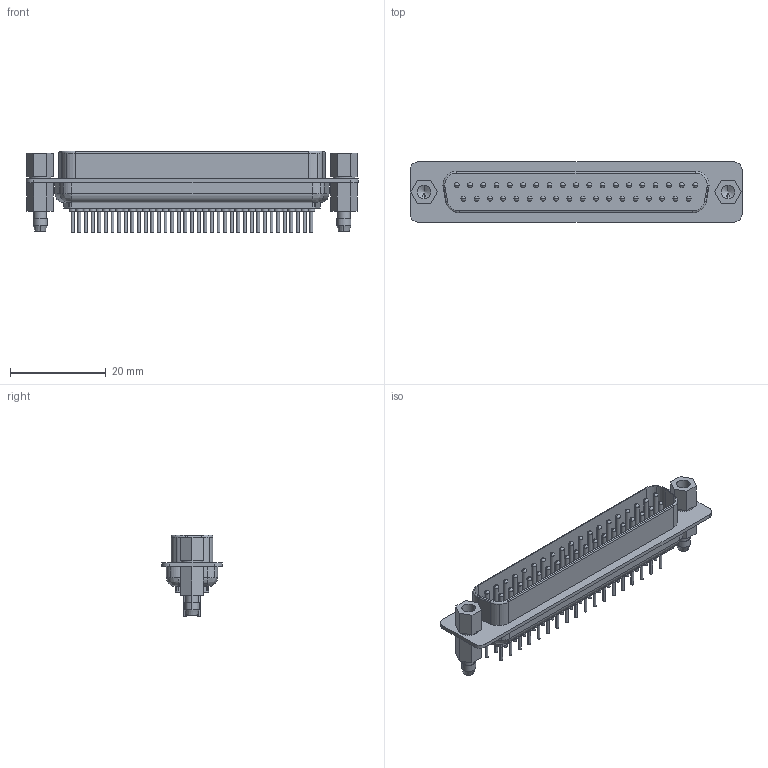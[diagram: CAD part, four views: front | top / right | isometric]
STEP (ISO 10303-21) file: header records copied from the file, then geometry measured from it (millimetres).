
FILE_DESCRIPTION((''),'2;1');
FILE_NAME('TYCO_3-1634221-2.stp','2009-06-15T15:08:07',(''),(''),'Mechanical Desktop 2006','Mechanical Desktop 2006',', , ');
FILE_SCHEMA(('AUTOMOTIVE_DESIGN { 1 2 10303 214 0 1 1 1 }'));
Length unit declared in the file: millimetre
Products named in the file (1): Product
Bounding box: 69.4 x 12.55 x 17.1 mm (x, y, z)
Volume: 4480.4 mm3; surface area: 7775.4 mm2
Topology: 82 solids, 82 shells, 597 faces, 1228 edges, 801 vertices
Faces by surface type: cylinder 290, plane 213, sphere 74, cone 8, torus 6, bspline 6
Entity records: 15115 total; most frequent: DIRECTION 2944, CARTESIAN_POINT 2579, ORIENTED_EDGE 2146, AXIS2_PLACEMENT_3D 1239, EDGE_CURVE 1073, VERTEX_POINT 684, CIRCLE 647, EDGE_LOOP 643
